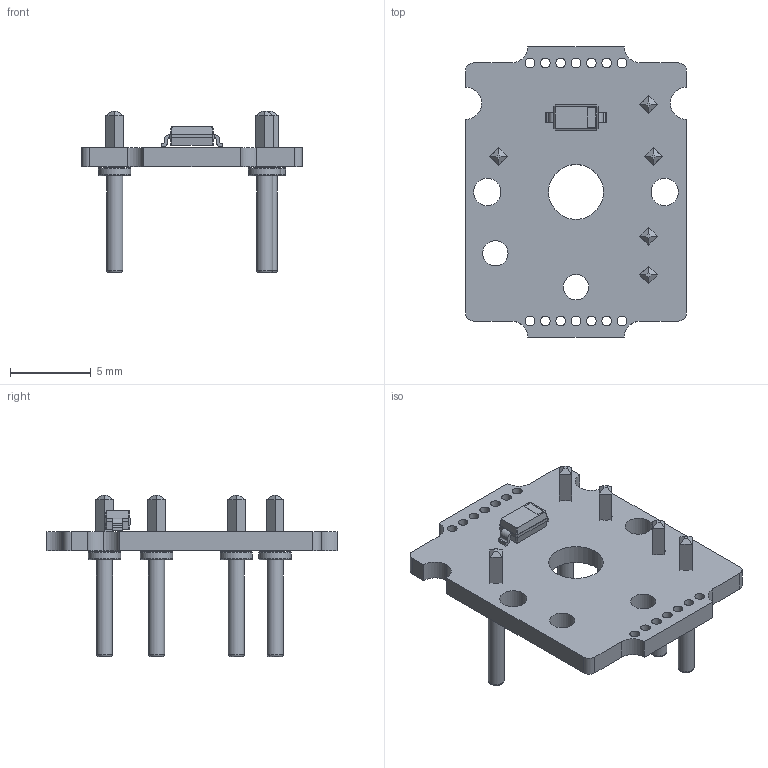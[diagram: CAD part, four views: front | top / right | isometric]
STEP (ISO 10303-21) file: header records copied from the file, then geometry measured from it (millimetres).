
FILE_DESCRIPTION(('KiCad electronic assembly'),'2;1');
FILE_NAME('amoeba_choc14.step','2024-04-30T16:45:10',('Pcbnew'),('Kicad' ),'Open CASCADE STEP processor 7.7','KiCad to STEP converter', 'Unknown');
FILE_SCHEMA(('AUTOMOTIVE_DESIGN { 1 0 10303 214 1 1 1 1 }'));
Length unit declared in the file: millimetre
Products named in the file (6): amoeba_choc14 1; D_SOD-123; D_SOD_123; Pin_D1.0mm_L10.0mm; Pin_d1.0mm_L10.0mm; amoeba_choc14_PCB
Assembly tree (9 placements, depth 3):
  amoeba_choc14 1
    D_SOD-123
      D_SOD_123
    Pin_D1.0mm_L10.0mm  x5
      Pin_d1.0mm_L10.0mm
    amoeba_choc14_PCB
Bounding box: 13.7 x 18 x 10 mm (x, y, z)
Volume: 292 mm3; surface area: 779.7 mm2
Topology: 7 solids, 7 shells, 200 faces, 454 edges, 279 vertices
Faces by surface type: plane 105, cylinder 54, bspline 26, torus 15
Full cylindrical faces by diameter (mm): 0.6 x14, 0.8 x5, 1 x5, 1.575 x2, 1.7 x2, 2 x5, 3.4 x1
Entity records: 4549 total; most frequent: CARTESIAN_POINT 781, ORIENTED_EDGE 652, DIRECTION 624, EDGE_CURVE 326, AXIS2_PLACEMENT_3D 214, VERTEX_POINT 203, LINE 196, VECTOR 196
